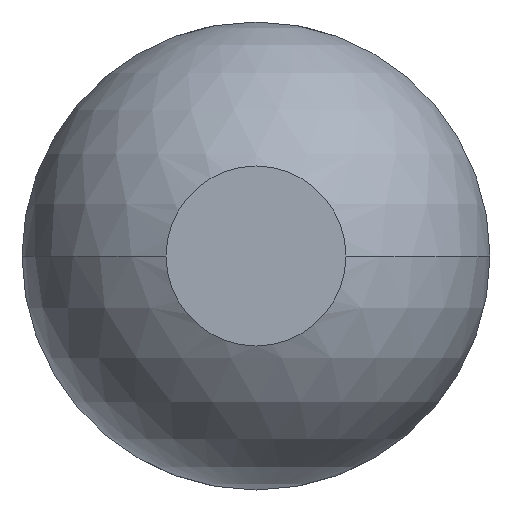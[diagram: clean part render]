
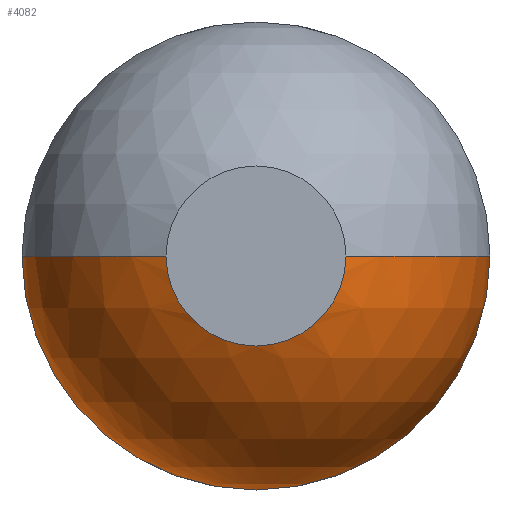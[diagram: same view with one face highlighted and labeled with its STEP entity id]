
A CAD part, front view. The second image highlights one B-rep face of the part: STEP entity #4082.
In plain terms, the highlighted spherical face has radius 0.39 mm.
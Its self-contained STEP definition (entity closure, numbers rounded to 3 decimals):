
#23 = CARTESIAN_POINT ( 'NONE',  ( 0., -36.3, -0.15 ) ) ;
#62 = DIRECTION ( 'NONE',  ( 0., 1., 0. ) ) ;
#183 = CIRCLE ( 'NONE', #1146, 0.39 ) ;
#258 = AXIS2_PLACEMENT_3D ( 'NONE', #2473, #1524, #2509 ) ;
#271 = VERTEX_POINT ( 'NONE', #3487 ) ;
#351 = DIRECTION ( 'NONE',  ( -1., 0., 0. ) ) ;
#361 = EDGE_CURVE ( 'Defeature ausgef�hrt2_11+Defeature ausgef�hrt2_4+Defeature ausgef�hrt2_4+Defeature ausgef�hrt2_4', #1481, #1490, #2154, .T. ) ;
#379 = ORIENTED_EDGE ( 'NONE', *, *, #2216, .F. ) ;
#645 = ORIENTED_EDGE ( 'NONE', *, *, #1834, .T. ) ;
#705 = AXIS2_PLACEMENT_3D ( 'NONE', #2972, #1011, #351 ) ;
#808 = CIRCLE ( 'NONE', #962, 0.39 ) ;
#852 = FACE_OUTER_BOUND ( 'NONE', #3004, .T. ) ;
#854 = DIRECTION ( 'NONE',  ( 0., 0., -1. ) ) ;
#872 = AXIS2_PLACEMENT_3D ( 'NONE', #1318, #1616, #1660 ) ;
#962 = AXIS2_PLACEMENT_3D ( 'NONE', #4124, #1163, #2499 ) ;
#990 = VERTEX_POINT ( 'NONE', #2033 ) ;
#1011 = DIRECTION ( 'NONE',  ( 0., 0., -1. ) ) ;
#1027 = CARTESIAN_POINT ( 'NONE',  ( 0., -35.94, 0. ) ) ;
#1146 = AXIS2_PLACEMENT_3D ( 'NONE', #1027, #62, #2327 ) ;
#1163 = DIRECTION ( 'NONE',  ( 0., 0., 1. ) ) ;
#1218 = CIRCLE ( 'NONE', #872, 0.39 ) ;
#1318 = CARTESIAN_POINT ( 'NONE',  ( 0., -35.94, 0. ) ) ;
#1336 = CARTESIAN_POINT ( 'NONE',  ( 0.15, -36.3, 0. ) ) ;
#1481 = VERTEX_POINT ( 'NONE', #23 ) ;
#1490 = VERTEX_POINT ( 'NONE', #1336 ) ;
#1524 = DIRECTION ( 'NONE',  ( 0., 0., -1. ) ) ;
#1566 = CARTESIAN_POINT ( 'NONE',  ( -0.15, -36.3, 0. ) ) ;
#1582 = VERTEX_POINT ( 'NONE', #2390 ) ;
#1616 = DIRECTION ( 'NONE',  ( 0., 1., 0. ) ) ;
#1660 = DIRECTION ( 'NONE',  ( 0., 0., 1. ) ) ;
#1689 = ORIENTED_EDGE ( 'NONE', *, *, #3597, .F. ) ;
#1803 = AXIS2_PLACEMENT_3D ( 'NONE', #2247, #3890, #2598 ) ;
#1834 = EDGE_CURVE ( 'NONE', #2055, #271, #3120, .T. ) ;
#1883 = SPHERICAL_SURFACE ( 'NONE', #258, 0.39 ) ;
#2033 = CARTESIAN_POINT ( 'NONE',  ( 0.39, -35.94, 0. ) ) ;
#2055 = VERTEX_POINT ( 'NONE', #1566 ) ;
#2111 = EDGE_CURVE ( 'Defeature ausgef�hrt2_11+Defeature ausgef�hrt2_4+Defeature ausgef�hrt2_4+Defeature ausgef�hrt2_4', #2055, #1481, #3688, .T. ) ;
#2154 = CIRCLE ( 'NONE', #2798, 0.15 ) ;
#2216 = EDGE_CURVE ( 'Defeature ausgef�hrt2_5+Defeature ausgef�hrt2_4+Defeature ausgef�hrt2_4+Defeature ausgef�hrt2_4', #1582, #271, #183, .T. ) ;
#2247 = CARTESIAN_POINT ( 'NONE',  ( 0., -36.3, 0. ) ) ;
#2327 = DIRECTION ( 'NONE',  ( 0., 0., 1. ) ) ;
#2390 = CARTESIAN_POINT ( 'NONE',  ( 0., -35.94, -0.39 ) ) ;
#2469 = ORIENTED_EDGE ( 'NONE', *, *, #3857, .F. ) ;
#2473 = CARTESIAN_POINT ( 'NONE',  ( 0., -35.94, 0. ) ) ;
#2499 = DIRECTION ( 'NONE',  ( 1., 0., 0. ) ) ;
#2509 = DIRECTION ( 'NONE',  ( 1., 0., 0. ) ) ;
#2515 = DIRECTION ( 'NONE',  ( 0., -1., 0. ) ) ;
#2598 = DIRECTION ( 'NONE',  ( 0., 0., -1. ) ) ;
#2798 = AXIS2_PLACEMENT_3D ( 'NONE', #3126, #2515, #854 ) ;
#2972 = CARTESIAN_POINT ( 'NONE',  ( 0., -35.94, 0. ) ) ;
#3004 = EDGE_LOOP ( 'NONE', ( #3778, #645, #379, #2469, #1689, #4081 ) ) ;
#3120 = CIRCLE ( 'NONE', #705, 0.39 ) ;
#3126 = CARTESIAN_POINT ( 'NONE',  ( 0., -36.3, 0. ) ) ;
#3487 = CARTESIAN_POINT ( 'NONE',  ( -0.39, -35.94, 0. ) ) ;
#3597 = EDGE_CURVE ( 'NONE', #1490, #990, #808, .T. ) ;
#3688 = CIRCLE ( 'NONE', #1803, 0.15 ) ;
#3778 = ORIENTED_EDGE ( 'NONE', *, *, #2111, .F. ) ;
#3857 = EDGE_CURVE ( 'Defeature ausgef�hrt2_5+Defeature ausgef�hrt2_4+Defeature ausgef�hrt2_4+Defeature ausgef�hrt2_4', #990, #1582, #1218, .T. ) ;
#3890 = DIRECTION ( 'NONE',  ( 0., -1., 0. ) ) ;
#4081 = ORIENTED_EDGE ( 'NONE', *, *, #361, .F. ) ;
#4082 = ADVANCED_FACE ( 'Defeature ausgef�hrt2_4', ( #852 ), #1883, .T. ) ;
#4124 = CARTESIAN_POINT ( 'NONE',  ( 0., -35.94, 0. ) ) ;
